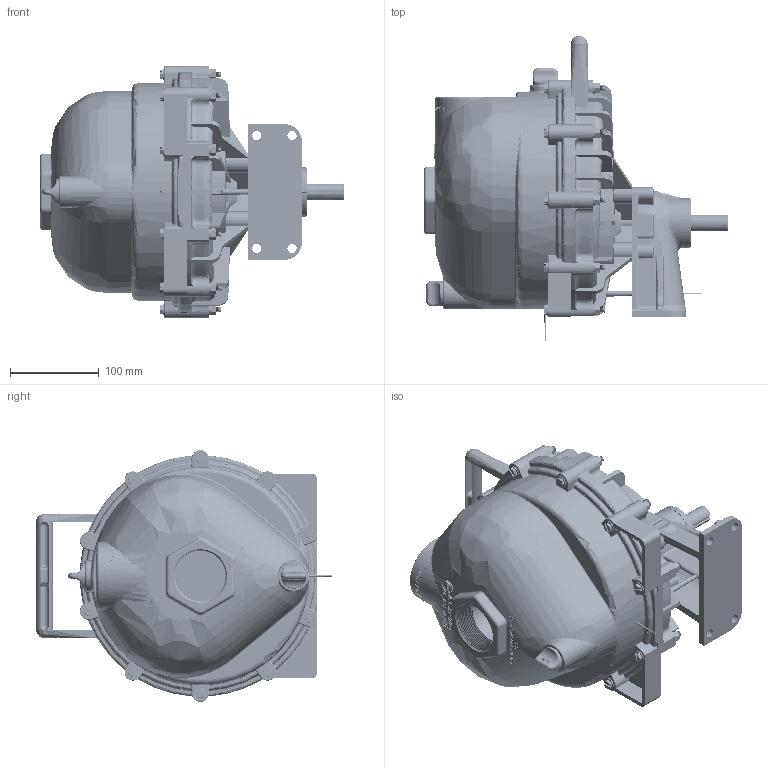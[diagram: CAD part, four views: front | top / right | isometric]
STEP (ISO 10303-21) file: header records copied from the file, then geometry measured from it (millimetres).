
FILE_DESCRIPTION(/* description */ ('2" POLY PUMP W/ BEARING PED., FKM, 5 VANE IMP.'),/* implementation_level */ '2;1');
FILE_NAME(/* name */ '205PB-V.stp',/* time_stamp */ '2020-01-02T10:27:19-05:00',/* author */ ('MJC'),/* organization */ (''),/* preprocessor_version */ 'ST-DEVELOPER v17',/* originating_system */ 'Autodesk Inventor 2019',/* authorisation */ '');
FILE_SCHEMA (('AUTOMOTIVE_DESIGN { 1 0 10303 214 3 1 1 }'));
Products named in the file (31): 205PB-V; 12703A; 12712AVP; X12712A; 12777; UV15163V; 12702A; 12733V; 12733V_1; 12710V; 12715A; 12717V; 12705V; 12900; 12725; 12719AV; 12754V; 12720; V07018; V07019; 12775A; 12902A; 12765A; 12772; 12901; 12882A; 12882R; 12883R; 12883B; 12884; A204V
Assembly tree (70 placements, depth 3):
  205PB-V
    12703A
    12712AVP
      X12712A
      12777  x2
      UV15163V  x2
    12702A
    12733V
      12733V_1
      12710V
    12715A  x4
    12717V  x4
    12705V
    12900
    12725  x2
    12719AV
    12754V
    12720  x10
    V07018  x10
    V07019  x10
    12775A
    12902A
    12765A
    12772
    12901  x4
    12882A
      12882R
      12883R
      12883B  x2
      12884
    A204V
Bounding box: 341.92 x 351.09 x 283.21 mm (x, y, z)
Volume: 3180151.7 mm3; surface area: 1225443.8 mm2
Topology: 86 solids, 218 shells, 8089 faces, 22666 edges, 14813 vertices
Faces by surface type: cylinder 2228, plane 2199, cone 1856, bspline 960, torus 749, sphere 97
Full cylindrical faces by diameter (mm): 2.87 x2, 2.921 x2, 3.505 x14, 4.572 x1, 4.826 x2, 4.877 x6, 5.207 x2, 5.588 x7, 6.35 x430, 6.65 x26, 6.782 x5, 6.858 x20, 7.938 x4, 8.731 x4, 9.525 x2, 10.319 x4, 11.1 x1, 11.112 x3, 11.906 x4, 12.7 x2, 13.208 x10, 17.399 x1, 17.475 x6, 19.05 x3, 20.002 x2, 20.701 x4, 20.955 x1, 25.4 x1, 25.527 x2, 28.702 x2
Entity records: 208416 total; most frequent: CARTESIAN_POINT 89154, ORIENTED_EDGE 26617, DIRECTION 22177, EDGE_CURVE 13403, VERTEX_POINT 8736, AXIS2_PLACEMENT_3D 8316, LINE 5545, VECTOR 5545
